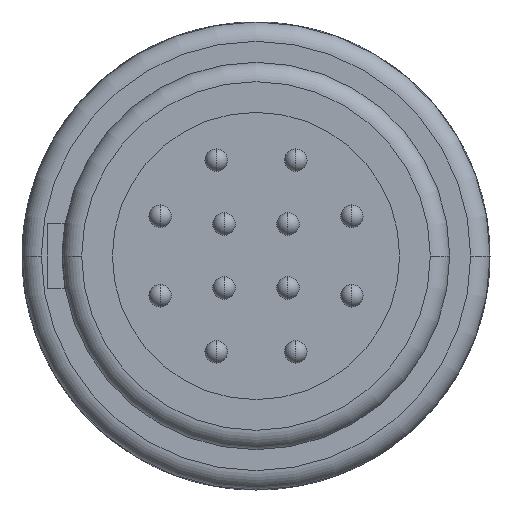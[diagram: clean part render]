
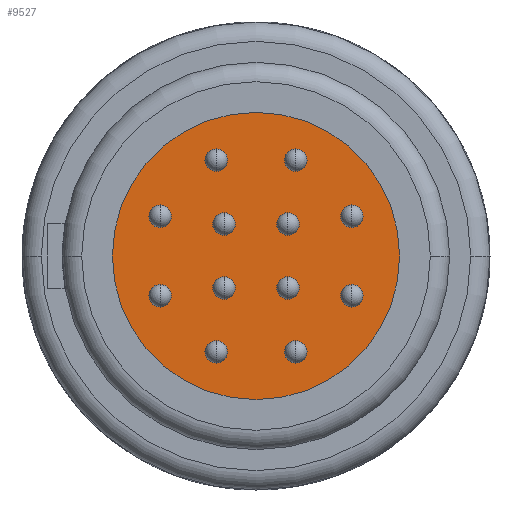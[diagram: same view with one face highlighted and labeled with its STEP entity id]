
A CAD part, left-side view. The second image highlights one B-rep face of the part: STEP entity #9527.
In plain terms, the highlighted planar face has unit normal (-1, 0, 0).
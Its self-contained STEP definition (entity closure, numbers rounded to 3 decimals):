
#1911=CARTESIAN_POINT('',(-2.5,0.,0.));
#1912=DIRECTION('',(-1.,0.,0.));
#1913=DIRECTION('',(0.,1.,0.));
#1914=AXIS2_PLACEMENT_3D('',#1911,#1912,#1913);
#1929=CARTESIAN_POINT('',(-2.5,0.,0.));
#1930=DIRECTION('',(-1.,0.,0.));
#1931=DIRECTION('',(0.,-1.,0.));
#1932=AXIS2_PLACEMENT_3D('',#1929,#1930,#1931);
#3846=CARTESIAN_POINT('',(-2.5,2.97,-1.23));
#3847=DIRECTION('',(-1.,0.,0.));
#3848=DIRECTION('',(0.,0.,-1.));
#3849=AXIS2_PLACEMENT_3D('',#3846,#3847,#3848);
#3851=CARTESIAN_POINT('',(-2.5,2.97,-1.23));
#3852=DIRECTION('',(-1.,0.,0.));
#3853=DIRECTION('',(0.,0.,1.));
#3854=AXIS2_PLACEMENT_3D('',#3851,#3852,#3853);
#3856=CARTESIAN_POINT('',(-2.5,1.23,-2.97));
#3857=DIRECTION('',(-1.,0.,0.));
#3858=DIRECTION('',(0.,0.,1.));
#3859=AXIS2_PLACEMENT_3D('',#3856,#3857,#3858);
#3861=CARTESIAN_POINT('',(-2.5,1.23,-2.97));
#3862=DIRECTION('',(-1.,0.,0.));
#3863=DIRECTION('',(0.,0.,-1.));
#3864=AXIS2_PLACEMENT_3D('',#3861,#3862,#3863);
#3866=CARTESIAN_POINT('',(-2.5,-1.23,-2.97));
#3867=DIRECTION('',(-1.,0.,0.));
#3868=DIRECTION('',(0.,0.,1.));
#3869=AXIS2_PLACEMENT_3D('',#3866,#3867,#3868);
#3871=CARTESIAN_POINT('',(-2.5,-1.23,-2.97));
#3872=DIRECTION('',(-1.,0.,0.));
#3873=DIRECTION('',(0.,0.,-1.));
#3874=AXIS2_PLACEMENT_3D('',#3871,#3872,#3873);
#3876=CARTESIAN_POINT('',(-2.5,-2.97,-1.23));
#3877=DIRECTION('',(-1.,0.,0.));
#3878=DIRECTION('',(0.,0.,1.));
#3879=AXIS2_PLACEMENT_3D('',#3876,#3877,#3878);
#3881=CARTESIAN_POINT('',(-2.5,-2.97,-1.23));
#3882=DIRECTION('',(-1.,0.,0.));
#3883=DIRECTION('',(0.,0.,-1.));
#3884=AXIS2_PLACEMENT_3D('',#3881,#3882,#3883);
#3886=CARTESIAN_POINT('',(-2.5,2.97,1.23));
#3887=DIRECTION('',(-1.,0.,0.));
#3888=DIRECTION('',(0.,0.,-1.));
#3889=AXIS2_PLACEMENT_3D('',#3886,#3887,#3888);
#3891=CARTESIAN_POINT('',(-2.5,2.97,1.23));
#3892=DIRECTION('',(-1.,0.,0.));
#3893=DIRECTION('',(0.,0.,1.));
#3894=AXIS2_PLACEMENT_3D('',#3891,#3892,#3893);
#3896=CARTESIAN_POINT('',(-2.5,-2.97,1.23));
#3897=DIRECTION('',(-1.,0.,0.));
#3898=DIRECTION('',(0.,0.,1.));
#3899=AXIS2_PLACEMENT_3D('',#3896,#3897,#3898);
#3901=CARTESIAN_POINT('',(-2.5,-2.97,1.23));
#3902=DIRECTION('',(-1.,0.,0.));
#3903=DIRECTION('',(0.,0.,-1.));
#3904=AXIS2_PLACEMENT_3D('',#3901,#3902,#3903);
#3906=CARTESIAN_POINT('',(-2.5,-1.23,2.97));
#3907=DIRECTION('',(-1.,0.,0.));
#3908=DIRECTION('',(0.,0.,1.));
#3909=AXIS2_PLACEMENT_3D('',#3906,#3907,#3908);
#3911=CARTESIAN_POINT('',(-2.5,-1.23,2.97));
#3912=DIRECTION('',(-1.,0.,0.));
#3913=DIRECTION('',(0.,0.,-1.));
#3914=AXIS2_PLACEMENT_3D('',#3911,#3912,#3913);
#3916=CARTESIAN_POINT('',(-2.5,1.23,2.97));
#3917=DIRECTION('',(-1.,0.,0.));
#3918=DIRECTION('',(0.,0.,1.));
#3919=AXIS2_PLACEMENT_3D('',#3916,#3917,#3918);
#3921=CARTESIAN_POINT('',(-2.5,1.23,2.97));
#3922=DIRECTION('',(-1.,0.,0.));
#3923=DIRECTION('',(0.,0.,-1.));
#3924=AXIS2_PLACEMENT_3D('',#3921,#3922,#3923);
#3926=CARTESIAN_POINT('',(-2.5,0.99,0.99));
#3927=DIRECTION('',(-1.,0.,0.));
#3928=DIRECTION('',(0.,0.,1.));
#3929=AXIS2_PLACEMENT_3D('',#3926,#3927,#3928);
#3931=CARTESIAN_POINT('',(-2.5,0.99,0.99));
#3932=DIRECTION('',(-1.,0.,0.));
#3933=DIRECTION('',(0.,0.,-1.));
#3934=AXIS2_PLACEMENT_3D('',#3931,#3932,#3933);
#3936=CARTESIAN_POINT('',(-2.5,0.99,-0.99));
#3937=DIRECTION('',(-1.,0.,0.));
#3938=DIRECTION('',(0.,0.,1.));
#3939=AXIS2_PLACEMENT_3D('',#3936,#3937,#3938);
#3941=CARTESIAN_POINT('',(-2.5,0.99,-0.99));
#3942=DIRECTION('',(-1.,0.,0.));
#3943=DIRECTION('',(0.,0.,-1.));
#3944=AXIS2_PLACEMENT_3D('',#3941,#3942,#3943);
#3946=CARTESIAN_POINT('',(-2.5,-0.99,-0.99));
#3947=DIRECTION('',(-1.,0.,0.));
#3948=DIRECTION('',(0.,0.,1.));
#3949=AXIS2_PLACEMENT_3D('',#3946,#3947,#3948);
#3951=CARTESIAN_POINT('',(-2.5,-0.99,-0.99));
#3952=DIRECTION('',(-1.,0.,0.));
#3953=DIRECTION('',(0.,0.,-1.));
#3954=AXIS2_PLACEMENT_3D('',#3951,#3952,#3953);
#3956=CARTESIAN_POINT('',(-2.5,-0.99,0.99));
#3957=DIRECTION('',(-1.,0.,0.));
#3958=DIRECTION('',(0.,0.,1.));
#3959=AXIS2_PLACEMENT_3D('',#3956,#3957,#3958);
#3961=CARTESIAN_POINT('',(-2.5,-0.99,0.99));
#3962=DIRECTION('',(-1.,0.,0.));
#3963=DIRECTION('',(0.,0.,-1.));
#3964=AXIS2_PLACEMENT_3D('',#3961,#3962,#3963);
#4734=CARTESIAN_POINT('',(-2.5,-4.45,0.));
#4735=CARTESIAN_POINT('',(-2.5,4.45,0.));
#4736=VERTEX_POINT('',#4734);
#4737=VERTEX_POINT('',#4735);
#4926=CARTESIAN_POINT('',(-2.5,2.97,-1.58));
#4927=CARTESIAN_POINT('',(-2.5,2.97,-0.88));
#4928=VERTEX_POINT('',#4926);
#4929=VERTEX_POINT('',#4927);
#4930=CARTESIAN_POINT('',(-2.5,1.23,-2.62));
#4931=CARTESIAN_POINT('',(-2.5,1.23,-3.32));
#4932=VERTEX_POINT('',#4930);
#4933=VERTEX_POINT('',#4931);
#4934=CARTESIAN_POINT('',(-2.5,-1.23,-2.62));
#4935=CARTESIAN_POINT('',(-2.5,-1.23,-3.32));
#4936=VERTEX_POINT('',#4934);
#4937=VERTEX_POINT('',#4935);
#4938=CARTESIAN_POINT('',(-2.5,-2.97,-0.88));
#4939=CARTESIAN_POINT('',(-2.5,-2.97,-1.58));
#4940=VERTEX_POINT('',#4938);
#4941=VERTEX_POINT('',#4939);
#4942=CARTESIAN_POINT('',(-2.5,2.97,0.88));
#4943=CARTESIAN_POINT('',(-2.5,2.97,1.58));
#4944=VERTEX_POINT('',#4942);
#4945=VERTEX_POINT('',#4943);
#4946=CARTESIAN_POINT('',(-2.5,-2.97,1.58));
#4947=CARTESIAN_POINT('',(-2.5,-2.97,0.88));
#4948=VERTEX_POINT('',#4946);
#4949=VERTEX_POINT('',#4947);
#4950=CARTESIAN_POINT('',(-2.5,-1.23,3.32));
#4951=CARTESIAN_POINT('',(-2.5,-1.23,2.62));
#4952=VERTEX_POINT('',#4950);
#4953=VERTEX_POINT('',#4951);
#4954=CARTESIAN_POINT('',(-2.5,1.23,3.32));
#4955=CARTESIAN_POINT('',(-2.5,1.23,2.62));
#4956=VERTEX_POINT('',#4954);
#4957=VERTEX_POINT('',#4955);
#4958=CARTESIAN_POINT('',(-2.5,0.99,1.34));
#4959=CARTESIAN_POINT('',(-2.5,0.99,0.64));
#4960=VERTEX_POINT('',#4958);
#4961=VERTEX_POINT('',#4959);
#4962=CARTESIAN_POINT('',(-2.5,0.99,-0.64));
#4963=CARTESIAN_POINT('',(-2.5,0.99,-1.34));
#4964=VERTEX_POINT('',#4962);
#4965=VERTEX_POINT('',#4963);
#4966=CARTESIAN_POINT('',(-2.5,-0.99,-0.64));
#4967=CARTESIAN_POINT('',(-2.5,-0.99,-1.34));
#4968=VERTEX_POINT('',#4966);
#4969=VERTEX_POINT('',#4967);
#4970=CARTESIAN_POINT('',(-2.5,-0.99,1.34));
#4971=CARTESIAN_POINT('',(-2.5,-0.99,0.64));
#4972=VERTEX_POINT('',#4970);
#4973=VERTEX_POINT('',#4971);
#9446=CARTESIAN_POINT('',(-2.5,0.,0.));
#9447=DIRECTION('',(1.,0.,0.));
#9448=DIRECTION('',(0.,0.,-1.));
#9449=AXIS2_PLACEMENT_3D('',#9446,#9447,#9448);
#9450=PLANE('',#9449);
#9451=ORIENTED_EDGE('',*,*,#6683,.F.);
#9452=ORIENTED_EDGE('',*,*,#6654,.F.);
#9453=EDGE_LOOP('',(#9451,#9452));
#9454=FACE_OUTER_BOUND('',#9453,.F.);
#9456=ORIENTED_EDGE('',*,*,#9455,.T.);
#9458=ORIENTED_EDGE('',*,*,#9457,.T.);
#9459=EDGE_LOOP('',(#9456,#9458));
#9460=FACE_BOUND('',#9459,.F.);
#9462=ORIENTED_EDGE('',*,*,#9461,.T.);
#9464=ORIENTED_EDGE('',*,*,#9463,.T.);
#9465=EDGE_LOOP('',(#9462,#9464));
#9466=FACE_BOUND('',#9465,.F.);
#9468=ORIENTED_EDGE('',*,*,#9467,.T.);
#9470=ORIENTED_EDGE('',*,*,#9469,.T.);
#9471=EDGE_LOOP('',(#9468,#9470));
#9472=FACE_BOUND('',#9471,.F.);
#9474=ORIENTED_EDGE('',*,*,#9473,.T.);
#9476=ORIENTED_EDGE('',*,*,#9475,.T.);
#9477=EDGE_LOOP('',(#9474,#9476));
#9478=FACE_BOUND('',#9477,.F.);
#9480=ORIENTED_EDGE('',*,*,#9479,.T.);
#9482=ORIENTED_EDGE('',*,*,#9481,.T.);
#9483=EDGE_LOOP('',(#9480,#9482));
#9484=FACE_BOUND('',#9483,.F.);
#9486=ORIENTED_EDGE('',*,*,#9485,.T.);
#9488=ORIENTED_EDGE('',*,*,#9487,.T.);
#9489=EDGE_LOOP('',(#9486,#9488));
#9490=FACE_BOUND('',#9489,.F.);
#9492=ORIENTED_EDGE('',*,*,#9491,.T.);
#9494=ORIENTED_EDGE('',*,*,#9493,.T.);
#9495=EDGE_LOOP('',(#9492,#9494));
#9496=FACE_BOUND('',#9495,.F.);
#9498=ORIENTED_EDGE('',*,*,#9497,.T.);
#9500=ORIENTED_EDGE('',*,*,#9499,.T.);
#9501=EDGE_LOOP('',(#9498,#9500));
#9502=FACE_BOUND('',#9501,.F.);
#9504=ORIENTED_EDGE('',*,*,#9503,.T.);
#9506=ORIENTED_EDGE('',*,*,#9505,.T.);
#9507=EDGE_LOOP('',(#9504,#9506));
#9508=FACE_BOUND('',#9507,.F.);
#9510=ORIENTED_EDGE('',*,*,#9509,.T.);
#9512=ORIENTED_EDGE('',*,*,#9511,.T.);
#9513=EDGE_LOOP('',(#9510,#9512));
#9514=FACE_BOUND('',#9513,.F.);
#9516=ORIENTED_EDGE('',*,*,#9515,.T.);
#9518=ORIENTED_EDGE('',*,*,#9517,.T.);
#9519=EDGE_LOOP('',(#9516,#9518));
#9520=FACE_BOUND('',#9519,.F.);
#9522=ORIENTED_EDGE('',*,*,#9521,.T.);
#9524=ORIENTED_EDGE('',*,*,#9523,.T.);
#9525=EDGE_LOOP('',(#9522,#9524));
#9526=FACE_BOUND('',#9525,.F.);
#9527=ADVANCED_FACE('',(#9454,#9460,#9466,#9472,#9478,#9484,#9490,#9496,#9502,
#9508,#9514,#9520,#9526),#9450,.F.);
#1915=CIRCLE('',#1914,4.45);
#1933=CIRCLE('',#1932,4.45);
#3850=CIRCLE('',#3849,0.35);
#3855=CIRCLE('',#3854,0.35);
#3860=CIRCLE('',#3859,0.35);
#3865=CIRCLE('',#3864,0.35);
#3870=CIRCLE('',#3869,0.35);
#3875=CIRCLE('',#3874,0.35);
#3880=CIRCLE('',#3879,0.35);
#3885=CIRCLE('',#3884,0.35);
#3890=CIRCLE('',#3889,0.35);
#3895=CIRCLE('',#3894,0.35);
#3900=CIRCLE('',#3899,0.35);
#3905=CIRCLE('',#3904,0.35);
#3910=CIRCLE('',#3909,0.35);
#3915=CIRCLE('',#3914,0.35);
#3920=CIRCLE('',#3919,0.35);
#3925=CIRCLE('',#3924,0.35);
#3930=CIRCLE('',#3929,0.35);
#3935=CIRCLE('',#3934,0.35);
#3940=CIRCLE('',#3939,0.35);
#3945=CIRCLE('',#3944,0.35);
#3950=CIRCLE('',#3949,0.35);
#3955=CIRCLE('',#3954,0.35);
#3960=CIRCLE('',#3959,0.35);
#3965=CIRCLE('',#3964,0.35);
#6654=EDGE_CURVE('',#4737,#4736,#1915,.T.);
#6683=EDGE_CURVE('',#4736,#4737,#1933,.T.);
#9455=EDGE_CURVE('',#4928,#4929,#3850,.T.);
#9457=EDGE_CURVE('',#4929,#4928,#3855,.T.);
#9461=EDGE_CURVE('',#4932,#4933,#3860,.T.);
#9463=EDGE_CURVE('',#4933,#4932,#3865,.T.);
#9467=EDGE_CURVE('',#4936,#4937,#3870,.T.);
#9469=EDGE_CURVE('',#4937,#4936,#3875,.T.);
#9473=EDGE_CURVE('',#4940,#4941,#3880,.T.);
#9475=EDGE_CURVE('',#4941,#4940,#3885,.T.);
#9479=EDGE_CURVE('',#4944,#4945,#3890,.T.);
#9481=EDGE_CURVE('',#4945,#4944,#3895,.T.);
#9485=EDGE_CURVE('',#4948,#4949,#3900,.T.);
#9487=EDGE_CURVE('',#4949,#4948,#3905,.T.);
#9491=EDGE_CURVE('',#4952,#4953,#3910,.T.);
#9493=EDGE_CURVE('',#4953,#4952,#3915,.T.);
#9497=EDGE_CURVE('',#4956,#4957,#3920,.T.);
#9499=EDGE_CURVE('',#4957,#4956,#3925,.T.);
#9503=EDGE_CURVE('',#4960,#4961,#3930,.T.);
#9505=EDGE_CURVE('',#4961,#4960,#3935,.T.);
#9509=EDGE_CURVE('',#4964,#4965,#3940,.T.);
#9511=EDGE_CURVE('',#4965,#4964,#3945,.T.);
#9515=EDGE_CURVE('',#4968,#4969,#3950,.T.);
#9517=EDGE_CURVE('',#4969,#4968,#3955,.T.);
#9521=EDGE_CURVE('',#4972,#4973,#3960,.T.);
#9523=EDGE_CURVE('',#4973,#4972,#3965,.T.);
